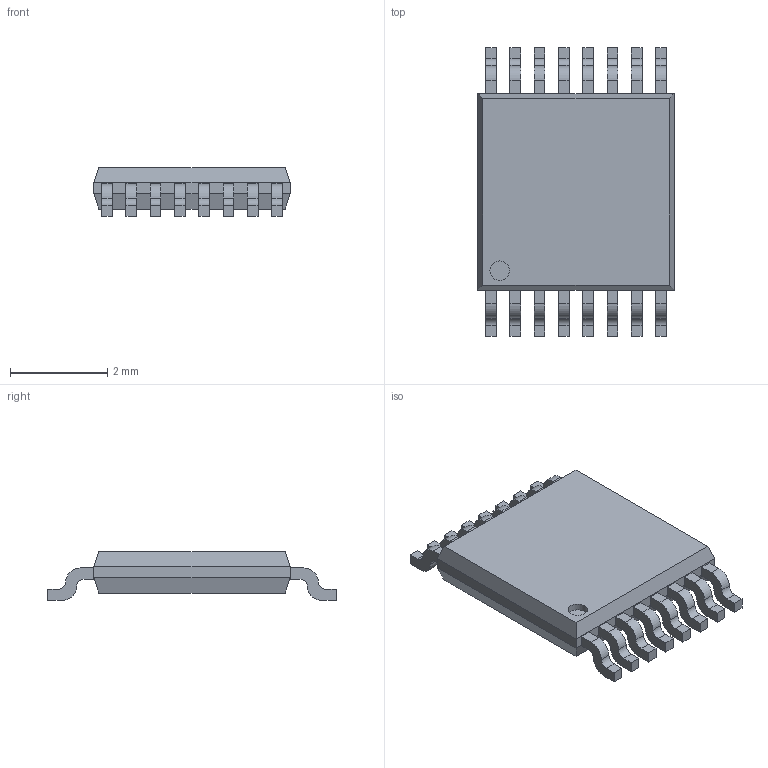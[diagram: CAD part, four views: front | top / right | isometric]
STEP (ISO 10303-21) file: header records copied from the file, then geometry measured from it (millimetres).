
FILE_DESCRIPTION(/* description */ (''),/* implementation_level */ '2;1');
FILE_NAME(/* name */ '5f4a9fca2d7234127cb348b2',/* time_stamp */ '2020-08-29T18:34:51+00:00',/* author */ (''),/* organization */ (''),/* preprocessor_version */ 'ST-DEVELOPER v16.7',/* originating_system */ $,/* authorisation */ $);
FILE_SCHEMA (('AUTOMOTIVE_DESIGN {1 0 10303 214 3 1 1}'));
Length unit declared in the file: metre
Products named in the file (17): Pin10; Pin9; Pin12; Pin11; Pin13; Pin14; Pin15; Pin16; Pin8; Pin7; Pin6; Pin5; Pin4; Pin3; Pin2; Pin1; Body
Bounding box: 4.04 x 5.94 x 1 mm (x, y, z)
Volume: 14.4 mm3; surface area: 62.9 mm2
Topology: 17 solids, 17 shells, 208 faces, 511 edges, 338 vertices
Faces by surface type: plane 143, cylinder 65
Full cylindrical faces by diameter (mm): 0.4 x1
Entity records: 6562 total; most frequent: DIRECTION 1090, CARTESIAN_POINT 1073, ORIENTED_EDGE 1020, EDGE_CURVE 510, LINE 380, VECTOR 380, AXIS2_PLACEMENT_3D 355, VERTEX_POINT 338
